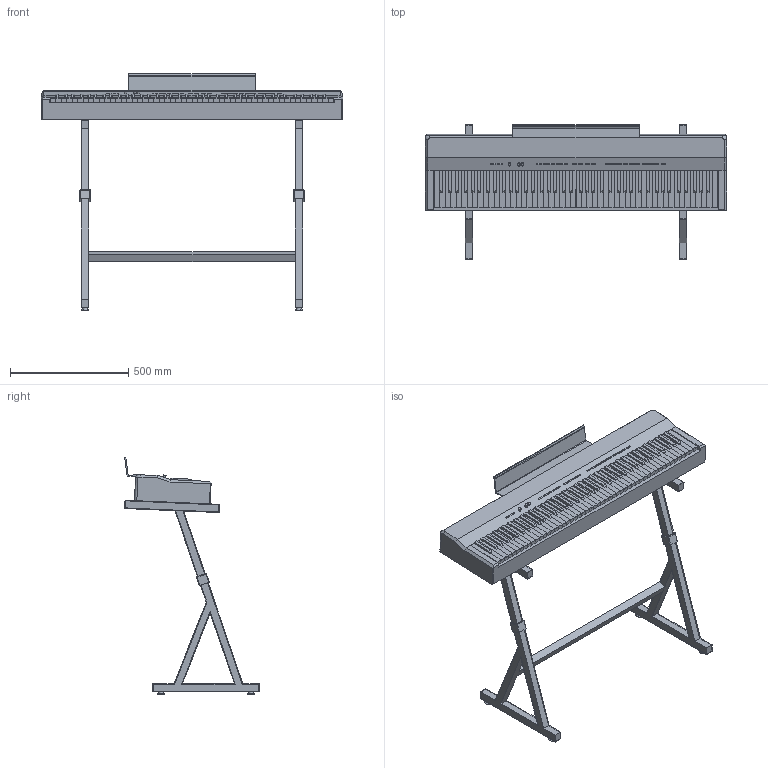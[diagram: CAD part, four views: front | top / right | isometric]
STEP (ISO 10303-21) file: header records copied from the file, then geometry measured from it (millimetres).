
FILE_DESCRIPTION(/* description */ ('STEP AP242','CAx-IF Rec.Pracs.---Representation and Presentation of Product Manufacturing Information (PMI)---4.0---2014-10-13','CAx-IF Rec.Pracs.---3D Tessellated Geometry---0.4---2014-09-14','2;1'),/* implementation_level */ '2;1');
FILE_NAME(/* name */ '66bafaa86c40db1ff5710989',/* time_stamp */ '2024-08-13T06:18:17Z',/* author */ (''),/* organization */ (''),/* preprocessor_version */ 'ST-DEVELOPER v20',/* originating_system */ ' ',/* authorisation */ ' ');
FILE_SCHEMA (('AP242_MANAGED_MODEL_BASED_3D_ENGINEERING_MIM_LF { 1 0 10303 442 1 1 4 }'));
Length unit declared in the file: metre
Products named in the file (91): Assembly 1; Part 75; Part 12; Part 1; Part 89; Part 60; Part 53; Part 66; Part 18; Part 80; Part 7; Part 70; Part 68; Part 13; Part 76; Part 41; Part 59; Part 9; Part 34; Part 47; Part 2; Part 43; Part 86; Part 42; Part 30; Part 65; Part 55; Part 3; Part 38; Part 81; Part 35; Part 48; Part 37; Part 29; Part 16; Part 46; Part 23; Part 58; Part 11; Part 88 ...
Assembly tree (90 placements, depth 2):
  Assembly 1
    Part 75
    Part 12
    Part 1
    Part 89
    Part 60
    Part 53
    Part 66
    Part 18
    Part 80
    Part 7
    Part 70
    Part 68
    Part 13
    Part 76
    Part 41
    Part 59
    Part 9
    Part 34
    Part 47
    Part 2
    Part 43
    Part 86
    Part 42
    Part 30
    Part 65
    Part 55
    Part 1
    Part 3
    Part 38
    Part 81
    Part 35
    Part 48
    Part 37
    Part 29
    Part 16
    Part 46
    Part 23
    Part 58
    Part 11
    Part 88
    Part 25
    Part 52
    Part 15
    Part 85
    Part 40
    Part 79
    Part 77
    Part 31
    Part 61
    Part 28
    Part 50
    Part 19
    Part 54
    Part 36
    Part 20
    Part 84
    Part 74
    Part 64
    Part 14
Bounding box: 1272 x 568.75 x 998.73 mm (x, y, z)
Volume: 42990559.8 mm3; surface area: 3295926.7 mm2
Topology: 90 solids, 94 shells, 1330 faces, 3307 edges, 2191 vertices
Faces by surface type: plane 1202, cylinder 112, torus 8, bspline 8
Full cylindrical faces by diameter (mm): 11 x3
Entity records: 41168 total; most frequent: CARTESIAN_POINT 7054, ORIENTED_EDGE 6558, DIRECTION 6343, EDGE_CURVE 3279, LINE 3037, VECTOR 3037, VERTEX_POINT 2182, AXIS2_PLACEMENT_3D 1653
